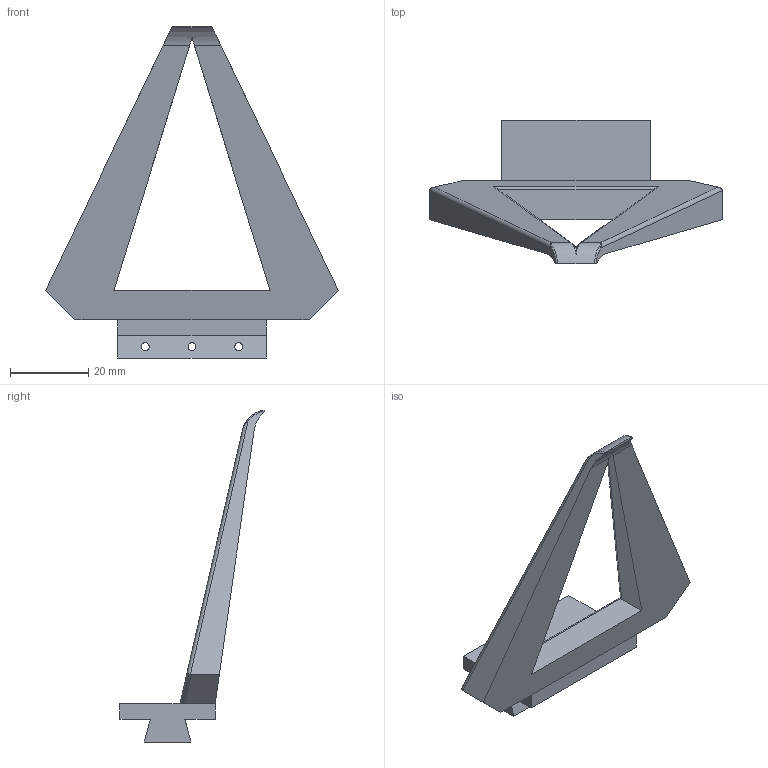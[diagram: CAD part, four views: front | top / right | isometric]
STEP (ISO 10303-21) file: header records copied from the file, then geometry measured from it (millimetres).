
FILE_DESCRIPTION (( 'STEP AP214' ), '1' );
FILE_NAME ('two_finger.STEP', '2025-03-10T22:12:12', ( '' ), ( '' ), 'SwSTEP 2.0', 'SolidWorks 2024', '' );
FILE_SCHEMA (( 'AUTOMOTIVE_DESIGN' ));
Length unit declared in the file: millimetre
Products named in the file (1): two_finger
Bounding box: 75 x 36.9 x 85.05 mm (x, y, z)
Volume: 19658.4 mm3; surface area: 9335.8 mm2
Topology: 1 solids, 1 shells, 47 faces, 128 edges, 81 vertices
Faces by surface type: plane 22, cylinder 17, bspline 8
Entity records: 1836 total; most frequent: CARTESIAN_POINT 764, ORIENTED_EDGE 256, DIRECTION 171, EDGE_CURVE 128, VERTEX_POINT 81, VECTOR 75, LINE 75, EDGE_LOOP 53
